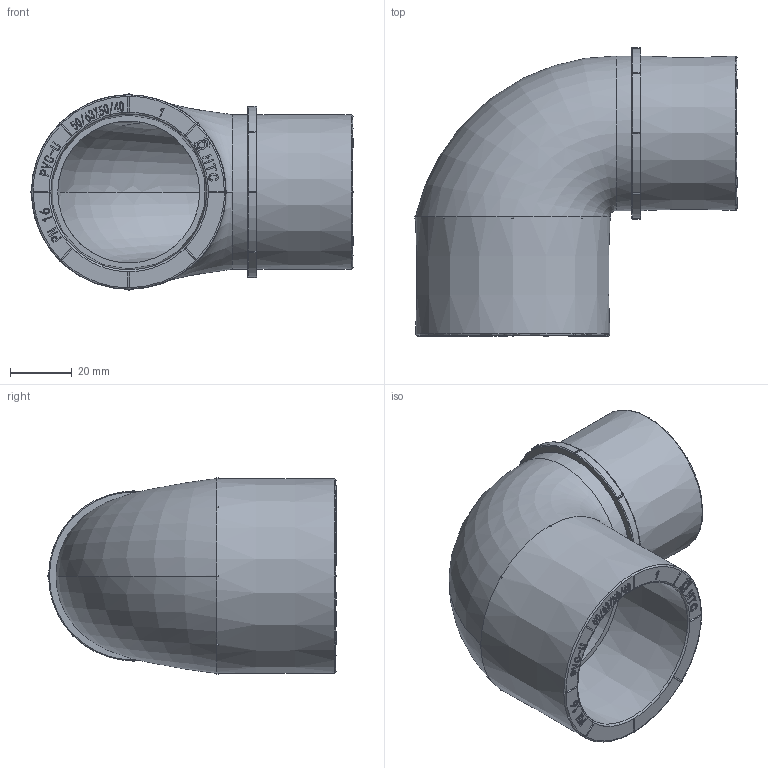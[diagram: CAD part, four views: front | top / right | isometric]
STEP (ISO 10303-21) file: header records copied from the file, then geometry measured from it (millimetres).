
FILE_DESCRIPTION(/* description */ (''),/* implementation_level */ '2;1');
FILE_NAME(/* name */ 'Z6G050040.stp',/* time_stamp */ '2025-04-08T16:21:07+08:00',/* author */ (''),/* organization */ (''),/* preprocessor_version */ 'ST-DEVELOPER v16.7',/* originating_system */ 'SIEMENS PLM Software NX 12.0',/* authorisation */ '');
FILE_SCHEMA (('AUTOMOTIVE_DESIGN { 1 0 10303 214 3 1 1 1 }'));
Length unit declared in the file: millimetre
Products named in the file (1): Admi1798C3ECdjsn
Bounding box: 104.86 x 93.82 x 63.76 mm (x, y, z)
Volume: 133366.1 mm3; surface area: 41992.3 mm2
Topology: 1 solids, 1 shells, 1271 faces, 3643 edges, 2395 vertices
Faces by surface type: plane 1143, cylinder 77, torus 20, sphere 16, extrusion 7, bspline 4, cone 4
Full cylindrical faces by diameter (mm): 2 x1, 3 x1, 36.09 x1, 46.115 x1, 50.226 x1
Entity records: 48121 total; most frequent: CARTESIAN_POINT 19333, ORIENTED_EDGE 7182, DIRECTION 4134, EDGE_CURVE 3591, VERTEX_POINT 2372, B_SPLINE_CURVE_WITH_KNOTS 2187, AXIS2_PLACEMENT_3D 1454, EDGE_LOOP 1323
